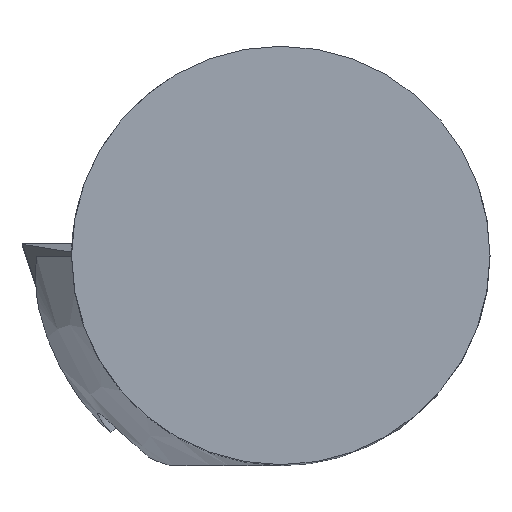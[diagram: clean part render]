
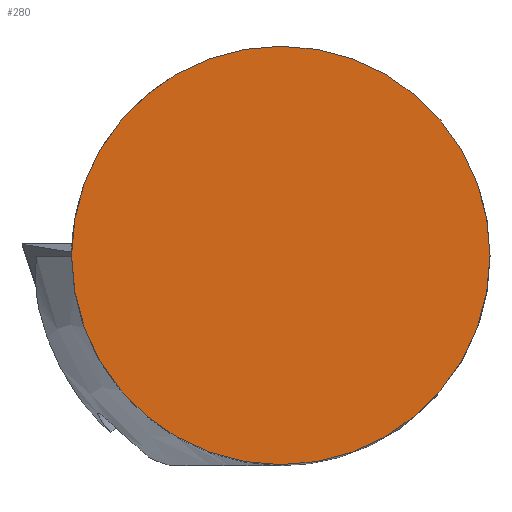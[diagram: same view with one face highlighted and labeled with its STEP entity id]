
A CAD part, top view. The second image highlights one B-rep face of the part: STEP entity #280.
In plain terms, the highlighted planar face has unit normal (0, 0, 1).
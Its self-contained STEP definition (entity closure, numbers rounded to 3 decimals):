
#280=ADVANCED_FACE('240[2]',(#652),#653,.T.);
#421=EDGE_CURVE('240[2]',#827,#827,#828,.T.);
#652=FACE_OUTER_BOUND('',#1170,.T.);
#653=PLANE('',#1171);
#827=VERTEX_POINT('',#1561);
#828=CIRCLE('',#1562,8.0);
#1170=EDGE_LOOP('',(#1786));
#1171=AXIS2_PLACEMENT_3D('',#1787,#1788,#1789);
#1561=CARTESIAN_POINT('',(-8.0,0.,0.0));
#1562=AXIS2_PLACEMENT_3D('',#2004,#2005,#2006);
#1786=ORIENTED_EDGE('',*,*,#421,.F.);
#1787=CARTESIAN_POINT('',(0.,0.,0.0));
#1788=DIRECTION('',(0.,0.,1.0));
#1789=DIRECTION('',(-1.0,0.,0.0));
#2004=CARTESIAN_POINT('',(0.,0.,0.0));
#2005=DIRECTION('',(0.,0.,-1.0));
#2006=DIRECTION('',(-1.0,0.,0.));
